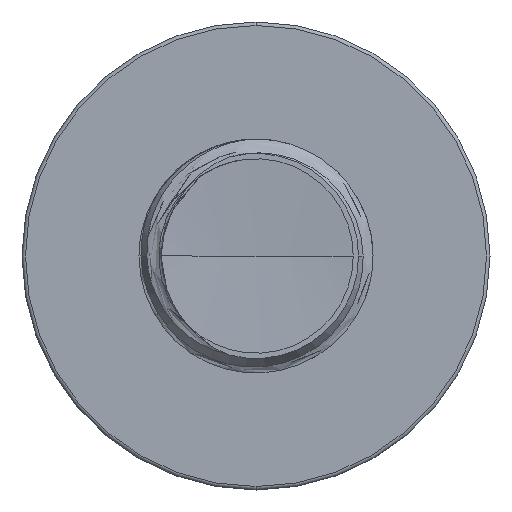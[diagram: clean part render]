
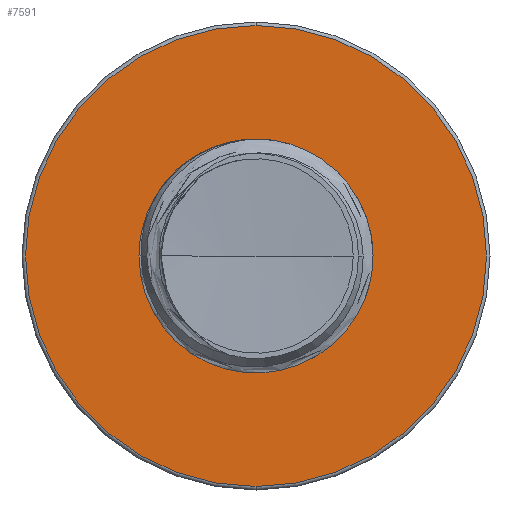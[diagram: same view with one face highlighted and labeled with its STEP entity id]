
A CAD part, front view. The second image highlights one B-rep face of the part: STEP entity #7591.
In plain terms, the highlighted planar face has unit normal (0, -1, 0).
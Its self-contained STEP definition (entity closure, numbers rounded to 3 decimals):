
#984 = ORIENTED_EDGE ( 'NONE', *, *, #22523, .F. ) ;
#1310 = AXIS2_PLACEMENT_3D ( 'NONE', #21578, #13286, #17596 ) ;
#1682 = CIRCLE ( 'NONE', #23335, 3.99 ) ;
#1720 = VERTEX_POINT ( 'NONE', #12576 ) ;
#2924 = DIRECTION ( 'NONE',  ( 0., -1., 0. ) ) ;
#4262 = CARTESIAN_POINT ( 'NONE',  ( 0., 12.5, 3.99 ) ) ;
#5613 = EDGE_LOOP ( 'NONE', ( #984, #6421 ) ) ;
#5626 = EDGE_CURVE ( 'NONE', #16425, #1720, #12577, .T. ) ;
#6016 = CARTESIAN_POINT ( 'NONE',  ( 0., 12.5, -3.99 ) ) ;
#6262 = CIRCLE ( 'NONE', #9702, 7.88 ) ;
#6340 = DIRECTION ( 'NONE',  ( 0., -1., 0. ) ) ;
#6386 = DIRECTION ( 'NONE',  ( 0., -1., 0. ) ) ;
#6421 = ORIENTED_EDGE ( 'NONE', *, *, #17775, .F. ) ;
#6735 = EDGE_LOOP ( 'NONE', ( #18804, #19315 ) ) ;
#7591 = ADVANCED_FACE ( 'NONE', ( #13728, #9290 ), #12297, .T. ) ;
#7823 = AXIS2_PLACEMENT_3D ( 'NONE', #21703, #6340, #14182 ) ;
#8560 = DIRECTION ( 'NONE',  ( 0., -1., 0. ) ) ;
#9290 = FACE_BOUND ( 'NONE', #5613, .T. ) ;
#9702 = AXIS2_PLACEMENT_3D ( 'NONE', #19884, #8560, #21793 ) ;
#9988 = VERTEX_POINT ( 'NONE', #4262 ) ;
#12297 = PLANE ( 'NONE',  #7823 ) ;
#12576 = CARTESIAN_POINT ( 'NONE',  ( 0., 12.5, 7.88 ) ) ;
#12577 = CIRCLE ( 'NONE', #14312, 7.88 ) ;
#12774 = CARTESIAN_POINT ( 'NONE',  ( 0., 12.5, -7.88 ) ) ;
#13286 = DIRECTION ( 'NONE',  ( 0., -1., 0. ) ) ;
#13728 = FACE_OUTER_BOUND ( 'NONE', #6735, .T. ) ;
#14104 = CARTESIAN_POINT ( 'NONE',  ( 0., 12.5, 0. ) ) ;
#14182 = DIRECTION ( 'NONE',  ( 0., 0., -1. ) ) ;
#14312 = AXIS2_PLACEMENT_3D ( 'NONE', #14104, #2924, #16012 ) ;
#16012 = DIRECTION ( 'NONE',  ( 0., 0., -1. ) ) ;
#16425 = VERTEX_POINT ( 'NONE', #12774 ) ;
#16601 = CIRCLE ( 'NONE', #1310, 3.99 ) ;
#17596 = DIRECTION ( 'NONE',  ( 0., 0., -1. ) ) ;
#17700 = CARTESIAN_POINT ( 'NONE',  ( 0., 12.5, 0. ) ) ;
#17775 = EDGE_CURVE ( 'NONE', #9988, #24100, #1682, .T. ) ;
#18804 = ORIENTED_EDGE ( 'NONE', *, *, #5626, .T. ) ;
#19315 = ORIENTED_EDGE ( 'NONE', *, *, #20309, .T. ) ;
#19592 = DIRECTION ( 'NONE',  ( 0., 0., -1. ) ) ;
#19884 = CARTESIAN_POINT ( 'NONE',  ( 0., 12.5, 0. ) ) ;
#20309 = EDGE_CURVE ( 'NONE', #1720, #16425, #6262, .T. ) ;
#21578 = CARTESIAN_POINT ( 'NONE',  ( 0., 12.5, 0. ) ) ;
#21703 = CARTESIAN_POINT ( 'NONE',  ( 0., 12.5, 3.99 ) ) ;
#21793 = DIRECTION ( 'NONE',  ( 0., 0., -1. ) ) ;
#22523 = EDGE_CURVE ( 'NONE', #24100, #9988, #16601, .T. ) ;
#23335 = AXIS2_PLACEMENT_3D ( 'NONE', #17700, #6386, #19592 ) ;
#24100 = VERTEX_POINT ( 'NONE', #6016 ) ;
